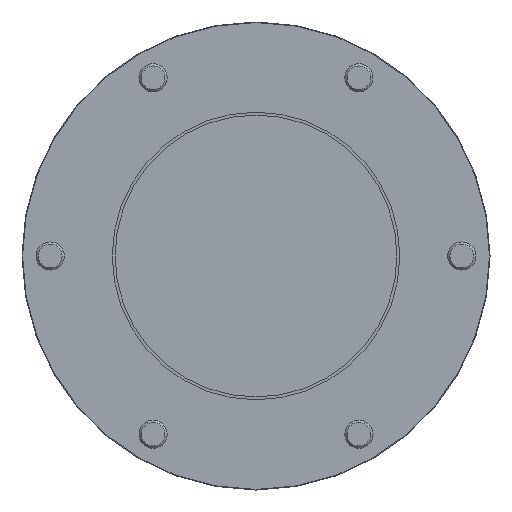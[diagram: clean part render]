
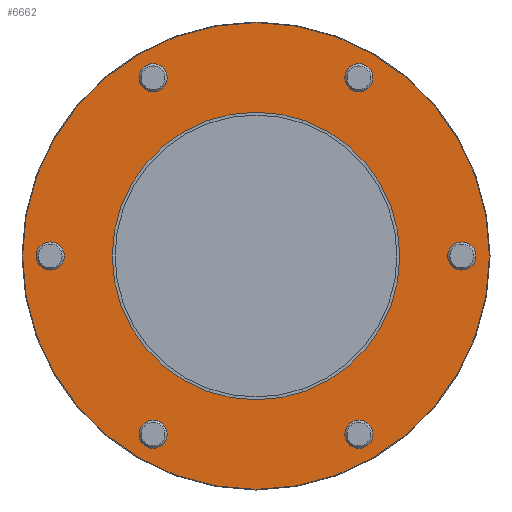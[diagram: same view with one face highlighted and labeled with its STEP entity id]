
A CAD part, front view. The second image highlights one B-rep face of the part: STEP entity #6662.
In plain terms, the highlighted planar face has unit normal (0, -1, 0).
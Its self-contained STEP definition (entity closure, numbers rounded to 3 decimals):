
#6202=CARTESIAN_POINT('',(-17.,-5.5,29.445));
#6203=VERTEX_POINT('',#6202);
#6204=CARTESIAN_POINT('',(-18.25,-5.5,31.61));
#6205=DIRECTION('',(0.,-1.0,0.));
#6206=DIRECTION('',(-0.5,0.,0.866));
#6207=AXIS2_PLACEMENT_3D('',#6204,#6205,#6206);
#6208=CIRCLE('',#6207,2.5);
#6209=EDGE_CURVE('',#6203,#6203,#6208,.T.);
#6259=CARTESIAN_POINT('',(-17.,-5.5,-29.445));
#6260=VERTEX_POINT('',#6259);
#6261=CARTESIAN_POINT('',(-18.25,-5.5,-31.61));
#6262=DIRECTION('',(0.,-1.0,0.));
#6263=DIRECTION('',(-0.5,0.,-0.866));
#6264=AXIS2_PLACEMENT_3D('',#6261,#6262,#6263);
#6265=CIRCLE('',#6264,2.5);
#6266=EDGE_CURVE('',#6260,#6260,#6265,.T.);
#6316=CARTESIAN_POINT('',(17.,-5.5,-29.445));
#6317=VERTEX_POINT('',#6316);
#6318=CARTESIAN_POINT('',(18.25,-5.5,-31.61));
#6319=DIRECTION('',(0.,-1.0,0.));
#6320=DIRECTION('',(0.5,0.,-0.866));
#6321=AXIS2_PLACEMENT_3D('',#6318,#6319,#6320);
#6322=CIRCLE('',#6321,2.5);
#6323=EDGE_CURVE('',#6317,#6317,#6322,.T.);
#6373=CARTESIAN_POINT('',(34.0,-5.5,0.));
#6374=VERTEX_POINT('',#6373);
#6375=CARTESIAN_POINT('',(36.5,-5.5,0.));
#6376=DIRECTION('',(0.0,-1.0,0.0));
#6377=DIRECTION('',(1.0,0.0,0.0));
#6378=AXIS2_PLACEMENT_3D('',#6375,#6376,#6377);
#6379=CIRCLE('',#6378,2.5);
#6380=EDGE_CURVE('',#6374,#6374,#6379,.T.);
#6430=CARTESIAN_POINT('',(17.,-5.5,29.445));
#6431=VERTEX_POINT('',#6430);
#6432=CARTESIAN_POINT('',(18.25,-5.5,31.61));
#6433=DIRECTION('',(0.,-1.0,0.));
#6434=DIRECTION('',(0.5,0.,0.866));
#6435=AXIS2_PLACEMENT_3D('',#6432,#6433,#6434);
#6436=CIRCLE('',#6435,2.5);
#6437=EDGE_CURVE('',#6431,#6431,#6436,.T.);
#6590=CARTESIAN_POINT('',(-41.4,-5.5,0.));
#6591=VERTEX_POINT('',#6590);
#6592=CARTESIAN_POINT('',(0.0,-5.5,0.));
#6593=DIRECTION('',(0.0,1.0,0.0));
#6594=DIRECTION('',(1.0,0.0,0.0));
#6595=AXIS2_PLACEMENT_3D('',#6592,#6593,#6594);
#6596=CIRCLE('',#6595,41.4);
#6597=EDGE_CURVE('',#6591,#6591,#6596,.T.);
#6610=CARTESIAN_POINT('',(-25.5,-5.5,0.));
#6611=VERTEX_POINT('',#6610);
#6612=CARTESIAN_POINT('',(0.0,-5.5,0.));
#6613=DIRECTION('',(0.0,1.0,0.0));
#6614=DIRECTION('',(1.0,0.0,0.0));
#6615=AXIS2_PLACEMENT_3D('',#6612,#6613,#6614);
#6616=CIRCLE('',#6615,25.5);
#6617=EDGE_CURVE('',#6611,#6611,#6616,.T.);
#6625=CARTESIAN_POINT('',(0.0,-5.5,0.));
#6626=DIRECTION('',(0.0,1.0,0.0));
#6627=DIRECTION('',(1.0,0.0,0.0));
#6628=AXIS2_PLACEMENT_3D('',#6625,#6626,#6627);
#6629=PLANE('',#6628);
#6630=ORIENTED_EDGE('',*,*,#6597,.F.);
#6631=EDGE_LOOP('',(#6630));
#6632=FACE_OUTER_BOUND('',#6631,.T.);
#6633=CARTESIAN_POINT('',(-34.0,-5.5,0.));
#6634=VERTEX_POINT('',#6633);
#6635=CARTESIAN_POINT('',(-36.5,-5.5,0.));
#6636=DIRECTION('',(0.0,1.0,0.0));
#6637=DIRECTION('',(-1.0,0.0,0.0));
#6638=AXIS2_PLACEMENT_3D('',#6635,#6636,#6637);
#6639=CIRCLE('',#6638,2.5);
#6640=EDGE_CURVE('',#6634,#6634,#6639,.T.);
#6641=ORIENTED_EDGE('',*,*,#6640,.T.);
#6642=EDGE_LOOP('',(#6641));
#6643=FACE_BOUND('',#6642,.T.);
#6644=ORIENTED_EDGE('',*,*,#6617,.T.);
#6645=EDGE_LOOP('',(#6644));
#6646=FACE_BOUND('',#6645,.T.);
#6647=ORIENTED_EDGE('',*,*,#6209,.F.);
#6648=EDGE_LOOP('',(#6647));
#6649=FACE_BOUND('',#6648,.T.);
#6650=ORIENTED_EDGE('',*,*,#6266,.F.);
#6651=EDGE_LOOP('',(#6650));
#6652=FACE_BOUND('',#6651,.T.);
#6653=ORIENTED_EDGE('',*,*,#6323,.F.);
#6654=EDGE_LOOP('',(#6653));
#6655=FACE_BOUND('',#6654,.T.);
#6656=ORIENTED_EDGE('',*,*,#6380,.F.);
#6657=EDGE_LOOP('',(#6656));
#6658=FACE_BOUND('',#6657,.T.);
#6659=ORIENTED_EDGE('',*,*,#6437,.F.);
#6660=EDGE_LOOP('',(#6659));
#6661=FACE_BOUND('',#6660,.T.);
#6662=ADVANCED_FACE('',(#6632,#6643,#6646,#6649,#6652,#6655,#6658,#6661),#6629,.F.);
